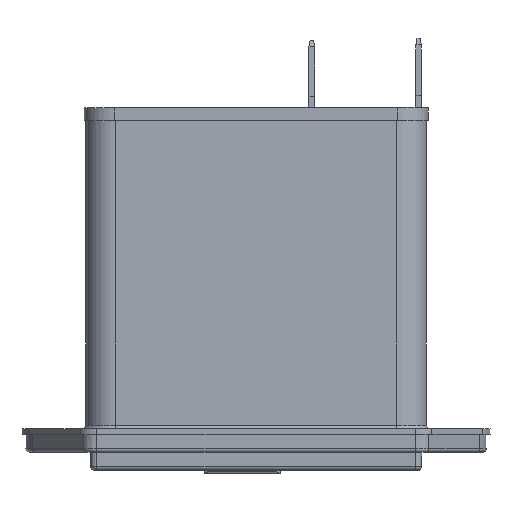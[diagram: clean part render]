
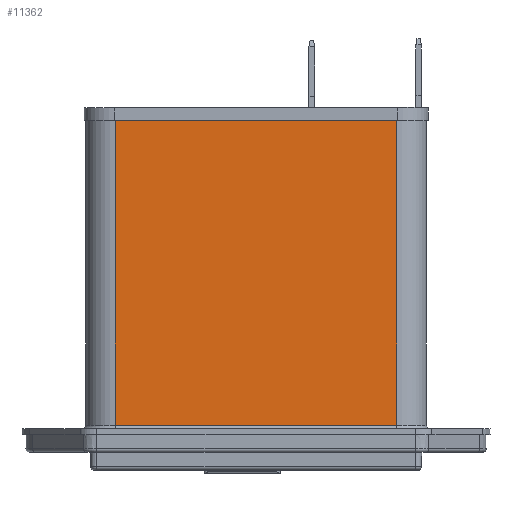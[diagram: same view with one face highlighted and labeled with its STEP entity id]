
A CAD part, front view. The second image highlights one B-rep face of the part: STEP entity #11362.
In plain terms, the highlighted planar face has unit normal (0, -1, 0).
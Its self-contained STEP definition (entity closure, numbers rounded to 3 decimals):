
#11266 = EDGE_CURVE ( 'NONE', #11289, #11425, #22482, .T. ) ;
#11289 = VERTEX_POINT ( 'NONE', #22567 ) ;
#11330 = EDGE_LOOP ( 'NONE', ( #11366, #11368, #11378, #11334 ) ) ;
#11334 = ORIENTED_EDGE ( 'NONE', *, *, #11336, .T. ) ;
#11336 = EDGE_CURVE ( 'NONE', #11382, #11289, #22662, .T. ) ;
#11362 = ADVANCED_FACE ( 'NONE', ( #22683 ), #22682, .T. ) ;
#11366 = ORIENTED_EDGE ( 'NONE', *, *, #11266, .T. ) ;
#11368 = ORIENTED_EDGE ( 'NONE', *, *, #11369, .T. ) ;
#11369 = EDGE_CURVE ( 'NONE', #11425, #11371, #22671, .T. ) ;
#11371 = VERTEX_POINT ( 'NONE', #22728 ) ;
#11378 = ORIENTED_EDGE ( 'NONE', *, *, #11380, .F. ) ;
#11380 = EDGE_CURVE ( 'NONE', #11382, #11371, #22718, .T. ) ;
#11382 = VERTEX_POINT ( 'NONE', #22714 ) ;
#11425 = VERTEX_POINT ( 'NONE', #22819 ) ;
#22479 = DIRECTION ( 'NONE',  ( 0., 0., -1. ) ) ;
#22480 = VECTOR ( 'NONE', #22479, 1000. ) ;
#22481 = CARTESIAN_POINT ( 'NONE',  ( -32.9, -14.25, 43.45 ) ) ;
#22482 = LINE ( 'NONE', #22481, #22480 ) ;
#22567 = CARTESIAN_POINT ( 'NONE',  ( -32.9, -14.25, 43.45 ) ) ;
#22659 = DIRECTION ( 'NONE',  ( -1., 0., 0. ) ) ;
#22660 = VECTOR ( 'NONE', #22659, 1000. ) ;
#22661 = CARTESIAN_POINT ( 'NONE',  ( 6.8, -14.25, 43.45 ) ) ;
#22662 = LINE ( 'NONE', #22661, #22660 ) ;
#22668 = DIRECTION ( 'NONE',  ( 1., 0., 0. ) ) ;
#22669 = VECTOR ( 'NONE', #22668, 1000. ) ;
#22670 = CARTESIAN_POINT ( 'NONE',  ( 9.4, -14.25, 0.5 ) ) ;
#22671 = LINE ( 'NONE', #22670, #22669 ) ;
#22678 = DIRECTION ( 'NONE',  ( -1., 0., 0. ) ) ;
#22679 = DIRECTION ( 'NONE',  ( 0., -1., 0. ) ) ;
#22680 = CARTESIAN_POINT ( 'NONE',  ( 6.8, -14.25, 43.45 ) ) ;
#22681 = AXIS2_PLACEMENT_3D ( 'NONE', #22680, #22679, #22678 ) ;
#22682 = PLANE ( 'NONE',  #22681 ) ;
#22683 = FACE_OUTER_BOUND ( 'NONE', #11330, .T. ) ;
#22714 = CARTESIAN_POINT ( 'NONE',  ( 6.8, -14.25, 43.45 ) ) ;
#22715 = DIRECTION ( 'NONE',  ( 0., 0., -1. ) ) ;
#22716 = VECTOR ( 'NONE', #22715, 1000. ) ;
#22717 = CARTESIAN_POINT ( 'NONE',  ( 6.8, -14.25, 43.45 ) ) ;
#22718 = LINE ( 'NONE', #22717, #22716 ) ;
#22728 = CARTESIAN_POINT ( 'NONE',  ( 6.8, -14.25, 0.5 ) ) ;
#22819 = CARTESIAN_POINT ( 'NONE',  ( -32.9, -14.25, 0.5 ) ) ;
